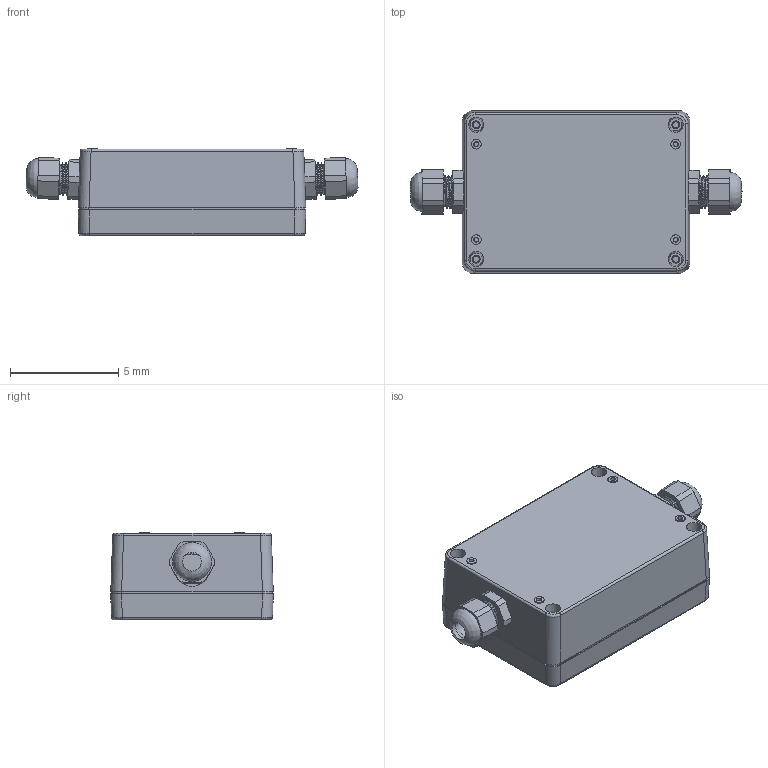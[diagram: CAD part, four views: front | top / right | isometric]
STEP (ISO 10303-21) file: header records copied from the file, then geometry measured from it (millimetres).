
FILE_DESCRIPTION(/* description */ (''),/* implementation_level */ '2;1');
FILE_NAME(/* name */ '小防水盒0510改.step',/* time_stamp */ '2018-05-10T15:16:00+08:00',/* author */ ('darry0703'),/* organization */ (''),/* preprocessor_version */ 'ST-DEVELOPER v17',/* originating_system */ 'Autodesk Translation Framework v7.1.0.215',/* authorisation */ '');
FILE_SCHEMA (('AUTOMOTIVE_DESIGN { 1 0 10303 214 3 1 1 }'));
Length unit declared in the file: millimetre
Products named in the file (8): RP1085C; 1085MP 950316-1_2A; 109XT 950315-1_0A; RP1085B 950420_0A; M35x10-pan(B18.6.7M - M3.5 x 0; EPS-65S-12; EG-9 v7; EG-9 v7(Mirror)
Assembly tree (10 placements, depth 2):
  RP1085C
    1085MP 950316-1_2A
    109XT 950315-1_0A
    RP1085B 950420_0A
    M35x10-pan(B18.6.7M - M3.5 x 0  x4
    EPS-65S-12
    EG-9 v7
    EG-9 v7(Mirror)
Bounding box: 15.31 x 7.5 x 4.05 mm (x, y, z)
Volume: 195.6 mm3; surface area: 1020.6 mm2
Topology: 14 solids, 14 shells, 897 faces, 2397 edges, 1591 vertices
Faces by surface type: plane 341, cylinder 275, cone 185, torus 50, bspline 38, sphere 8
Full cylindrical faces by diameter (mm): 0.3 x4, 0.35 x42, 0.5 x4, 0.56 x4, 0.7 x8, 0.865 x2, 0.882 x4, 1.055 x2, 1.314 x34, 1.353 x20, 1.485 x32, 1.5 x1, 1.52 x24, 2.324 x2
Entity records: 33690 total; most frequent: CARTESIAN_POINT 15376, ORIENTED_EDGE 3834, DIRECTION 3702, EDGE_CURVE 1917, AXIS2_PLACEMENT_3D 1407, VERTEX_POINT 1267, LINE 888, VECTOR 888
